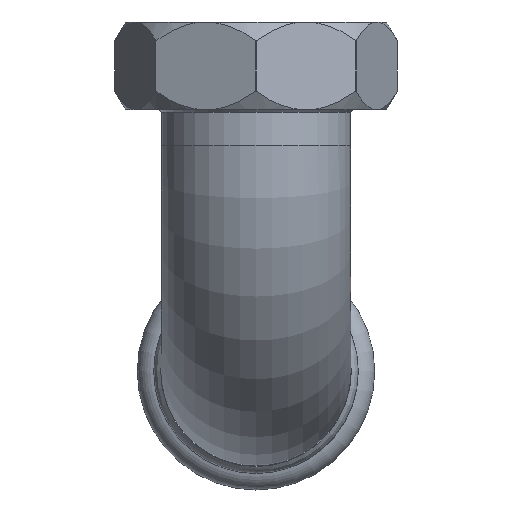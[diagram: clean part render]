
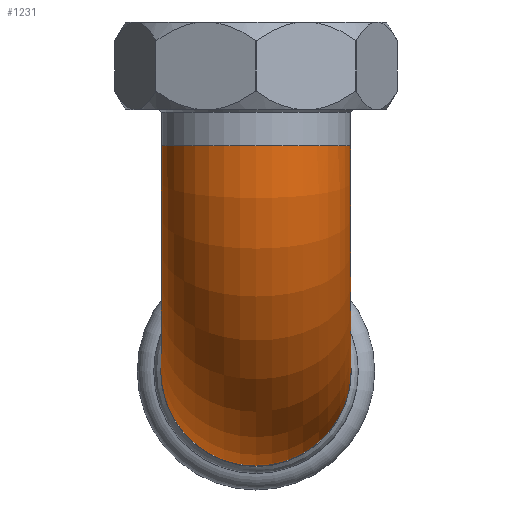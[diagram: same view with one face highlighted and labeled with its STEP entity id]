
A CAD part, left-side view. The second image highlights one B-rep face of the part: STEP entity #1231.
In plain terms, the highlighted toroidal (fillet/blend) face has major radius 50 mm and minor radius 21 mm.
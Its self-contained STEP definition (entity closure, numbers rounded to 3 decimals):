
#76=TOROIDAL_SURFACE('',#1432,50.,21.);
#166=FACE_OUTER_BOUND('',#245,.T.);
#245=EDGE_LOOP('',(#1100,#1101,#1102,#1103,#1104,#1105));
#250=B_SPLINE_CURVE_WITH_KNOTS('',3,(#1862,#1863,#1864,#1865,#1866,#1867,
#1868,#1869,#1870,#1871,#1872,#1873,#1874,#1875,#1876,#1877,#1878,#1879,
#1880,#1881,#1882,#1883,#1884,#1885),.UNSPECIFIED.,.F.,.F.,(4,2,2,2,2,2,
2,2,2,2,2,4),(-6.622,-6.299,-5.5,-4.677,
-3.861,-3.044,-2.216,-1.407,
-0.739,-0.326,-0.131,0.),
 .UNSPECIFIED.);
#251=B_SPLINE_CURVE_WITH_KNOTS('',3,(#2288,#2289,#2290,#2291,#2292,#2293,
#2294,#2295,#2296,#2297,#2298,#2299,#2300,#2301,#2302,#2303,#2304,#2305,
#2306,#2307,#2308,#2309,#2310,#2311),.UNSPECIFIED.,.F.,.F.,(4,2,2,2,2,2,
2,2,2,2,2,4),(-13.242,-13.118,-12.929,-12.41,
-11.593,-10.817,-10.082,-9.359,-8.635,
-7.896,-7.124,-6.622),.UNSPECIFIED.);
#351=CIRCLE('',#1416,21.);
#352=CIRCLE('',#1417,21.);
#363=CIRCLE('',#1433,29.);
#447=VERTEX_POINT('',#1858);
#448=VERTEX_POINT('',#1860);
#557=VERTEX_POINT('',#2282);
#558=VERTEX_POINT('',#2283);
#572=EDGE_CURVE('',#447,#448,#250,.T.);
#735=EDGE_CURVE('',#557,#558,#351,.T.);
#737=EDGE_CURVE('',#558,#557,#352,.T.);
#738=EDGE_CURVE('',#448,#447,#251,.T.);
#751=EDGE_CURVE('',#558,#448,#363,.T.);
#1100=ORIENTED_EDGE('',*,*,#735,.F.);
#1101=ORIENTED_EDGE('',*,*,#737,.F.);
#1102=ORIENTED_EDGE('',*,*,#751,.T.);
#1103=ORIENTED_EDGE('',*,*,#738,.T.);
#1104=ORIENTED_EDGE('',*,*,#572,.T.);
#1105=ORIENTED_EDGE('',*,*,#751,.F.);
#1231=ADVANCED_FACE('',(#166),#76,.T.);
#1416=AXIS2_PLACEMENT_3D('',#2284,#1799,#1800);
#1417=AXIS2_PLACEMENT_3D('',#2286,#1802,#1803);
#1432=AXIS2_PLACEMENT_3D('',#2373,#1832,#1833);
#1433=AXIS2_PLACEMENT_3D('',#2374,#1834,#1835);
#1799=DIRECTION('center_axis',(0.,0.,
1.));
#1800=DIRECTION('ref_axis',(0.,-1.,0.));
#1802=DIRECTION('center_axis',(0.,0.,
1.));
#1803=DIRECTION('ref_axis',(0.,-1.,0.));
#1832=DIRECTION('center_axis',(0.,1.,0.));
#1833=DIRECTION('ref_axis',(0.,0.,1.));
#1834=DIRECTION('center_axis',(0.,-1.,0.));
#1835=DIRECTION('ref_axis',(0.,0.,
1.));
#1858=CARTESIAN_POINT('',(-32.789,0.,-20.945));
#1860=CARTESIAN_POINT('',(-32.909,0.,21.146));
#1862=CARTESIAN_POINT('Ctrl Pts',(-32.789,0.,
-20.945));
#1863=CARTESIAN_POINT('Ctrl Pts',(-32.789,-1.071,-20.945));
#1864=CARTESIAN_POINT('Ctrl Pts',(-32.789,-2.142,-20.863));
#1865=CARTESIAN_POINT('Ctrl Pts',(-32.79,-5.836,-20.292));
#1866=CARTESIAN_POINT('Ctrl Pts',(-32.791,-8.366,-19.388));
#1867=CARTESIAN_POINT('Ctrl Pts',(-32.794,-13.024,-16.642));
#1868=CARTESIAN_POINT('Ctrl Pts',(-32.796,-15.092,-14.798));
#1869=CARTESIAN_POINT('Ctrl Pts',(-32.802,-18.386,-10.439));
#1870=CARTESIAN_POINT('Ctrl Pts',(-32.806,-19.59,-7.971));
#1871=CARTESIAN_POINT('Ctrl Pts',(-32.816,-20.991,-2.713));
#1872=CARTESIAN_POINT('Ctrl Pts',(-32.821,-21.175,0.029));
#1873=CARTESIAN_POINT('Ctrl Pts',(-32.835,-20.486,5.467));
#1874=CARTESIAN_POINT('Ctrl Pts',(-32.843,-19.605,8.111));
#1875=CARTESIAN_POINT('Ctrl Pts',(-32.861,-16.906,12.854));
#1876=CARTESIAN_POINT('Ctrl Pts',(-32.871,-15.135,14.921));
#1877=CARTESIAN_POINT('Ctrl Pts',(-32.887,-11.278,17.983));
#1878=CARTESIAN_POINT('Ctrl Pts',(-32.894,-9.325,19.083));
#1879=CARTESIAN_POINT('Ctrl Pts',(-32.903,-5.944,20.33));
#1880=CARTESIAN_POINT('Ctrl Pts',(-32.905,-4.609,20.678));
#1881=CARTESIAN_POINT('Ctrl Pts',(-32.908,-2.608,20.993));
#1882=CARTESIAN_POINT('Ctrl Pts',(-32.908,-1.962,21.064));
#1883=CARTESIAN_POINT('Ctrl Pts',(-32.909,-0.876,
21.132));
#1884=CARTESIAN_POINT('Ctrl Pts',(-32.909,-0.438,21.146));
#1885=CARTESIAN_POINT('Ctrl Pts',(-32.909,0.,
21.146));
#2282=CARTESIAN_POINT('',(-101.,0.,50.));
#2283=CARTESIAN_POINT('',(-59.,0.,50.));
#2284=CARTESIAN_POINT('Origin',(-80.,0.,50.));
#2286=CARTESIAN_POINT('Origin',(-80.,0.,50.));
#2288=CARTESIAN_POINT('Ctrl Pts',(-32.909,0.,
21.146));
#2289=CARTESIAN_POINT('Ctrl Pts',(-32.909,0.414,21.146));
#2290=CARTESIAN_POINT('Ctrl Pts',(-32.909,0.828,21.134));
#2291=CARTESIAN_POINT('Ctrl Pts',(-32.908,1.871,21.072));
#2292=CARTESIAN_POINT('Ctrl Pts',(-32.908,2.497,21.006));
#2293=CARTESIAN_POINT('Ctrl Pts',(-32.905,4.828,20.654));
#2294=CARTESIAN_POINT('Ctrl Pts',(-32.902,6.498,20.185));
#2295=CARTESIAN_POINT('Ctrl Pts',(-32.89,10.602,18.462));
#2296=CARTESIAN_POINT('Ctrl Pts',(-32.881,12.884,16.929));
#2297=CARTESIAN_POINT('Ctrl Pts',(-32.863,16.643,13.176));
#2298=CARTESIAN_POINT('Ctrl Pts',(-32.854,18.122,11.025));
#2299=CARTESIAN_POINT('Ctrl Pts',(-32.838,20.172,6.421));
#2300=CARTESIAN_POINT('Ctrl Pts',(-32.831,20.772,4.025));
#2301=CARTESIAN_POINT('Ctrl Pts',(-32.82,21.118,-0.823));
#2302=CARTESIAN_POINT('Ctrl Pts',(-32.815,20.876,-3.237));
#2303=CARTESIAN_POINT('Ctrl Pts',(-32.806,19.586,-7.883));
#2304=CARTESIAN_POINT('Ctrl Pts',(-32.803,18.544,-10.08));
#2305=CARTESIAN_POINT('Ctrl Pts',(-32.797,15.732,-14.066));
#2306=CARTESIAN_POINT('Ctrl Pts',(-32.795,13.969,-15.813));
#2307=CARTESIAN_POINT('Ctrl Pts',(-32.792,9.826,-18.68));
#2308=CARTESIAN_POINT('Ctrl Pts',(-32.791,7.458,-19.743));
#2309=CARTESIAN_POINT('Ctrl Pts',(-32.789,3.331,-20.747));
#2310=CARTESIAN_POINT('Ctrl Pts',(-32.789,1.666,-20.945));
#2311=CARTESIAN_POINT('Ctrl Pts',(-32.789,0.,
-20.945));
#2373=CARTESIAN_POINT('Origin',(-30.,0.,50.));
#2374=CARTESIAN_POINT('Origin',(-30.,0.,50.));
